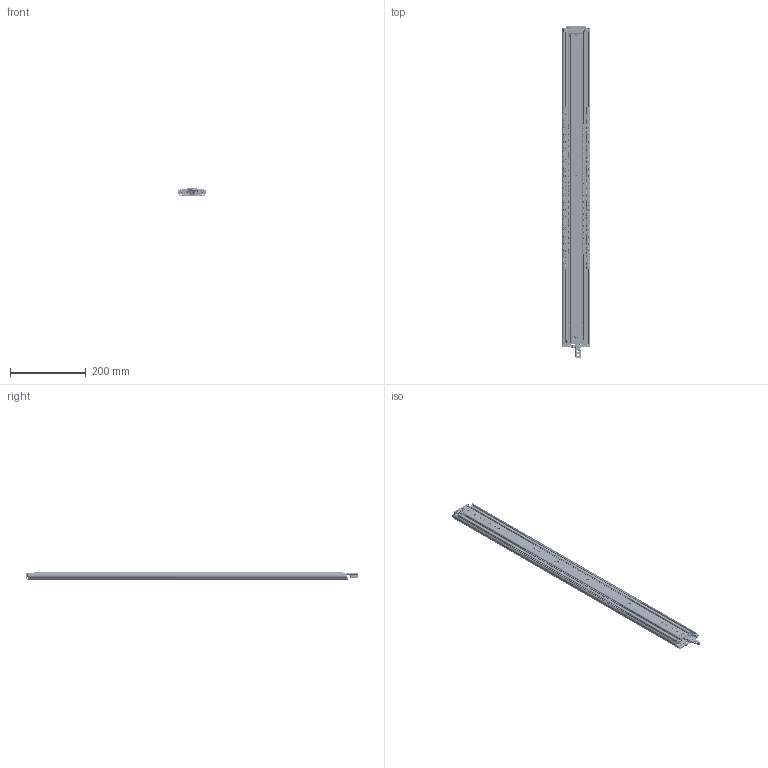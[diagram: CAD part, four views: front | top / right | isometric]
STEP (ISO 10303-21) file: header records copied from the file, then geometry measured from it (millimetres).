
FILE_DESCRIPTION(/* description */ ('TR7619 850 / 854 (19,1mm)'),/* implementation_level */ '2;1');
FILE_NAME(/* name */ '114S43.stp',/* time_stamp */ '2021-10-12T10:37:48+02:00',/* author */ ('r.groen'),/* organization */ (''),/* preprocessor_version */ 'ST-DEVELOPER v17',/* originating_system */ 'Autodesk Inventor 2018',/* authorisation */ '');
FILE_SCHEMA (('AUTOMOTIVE_DESIGN { 1 0 10303 214 3 1 1 }'));
Products named in the file (40): 114-S43; 114-S43_1; 114-S43_2; 114-S43_3; 921955; 114-S43_4; 923554; 921714; 921708; 921716_Assy; 921716; 921706_Assy; 921706; 911073; 114-S43_5; 114-S43_6; 921751; 921750; 973008; 973007; 921739; 114-S43_7; 923022; 921713; 921707; 921715_Assy; 921715; 911078; 114-S43_8; 114-S43_9; 5921953; 922128; 921953; 913053; ISO 10642 - M4x6; 913058; 921946; 922126; 973009; 114-S43_10
Assembly tree (80 placements, depth 5):
  114-S43
    114-S43_1
    114-S43_2
      114-S43_3
      921955
    114-S43_4
      923554
        921714  x2
        921706_Assy  x16
          921706
          911073
        921708  x4
        921716_Assy  x2
          921716
          911073
    114-S43_5
      114-S43_6
      921751
      921750
      973008
        973007
        921739
    114-S43_7
      923022
        921713
        921715_Assy  x8
          921715
          911078
        921707  x4
    114-S43_8
      114-S43_9
      5921953
        922128
        921953
      913053
      ISO 10642 - M4x6  x2
      913058
      921946
      922126
      973009
      114-S43_10
Bounding box: 76.19 x 878 x 19.18 mm (x, y, z)
Volume: 598971.2 mm3; surface area: 523263.1 mm2
Topology: 161 solids, 161 shells, 11237 faces, 32384 edges, 21008 vertices
Faces by surface type: cylinder 6509, plane 3845, torus 360, bspline 277, cone 125, sphere 121
Full cylindrical faces by diameter (mm): 1.3 x3, 3 x3, 3.5 x1, 4 x3, 4.5 x1, 5.2 x8, 5.5 x2, 5.8 x1, 6.5 x1, 6.6 x9, 6.7 x1, 7 x1, 7.8 x1, 8 x4, 8.1 x40, 9.2 x42, 13.5 x1, 15 x2
Entity records: 132656 total; most frequent: CARTESIAN_POINT 38856, ORIENTED_EDGE 20014, DIRECTION 19099, EDGE_CURVE 10007, AXIS2_PLACEMENT_3D 7044, VERTEX_POINT 6378, LINE 5011, VECTOR 5011
